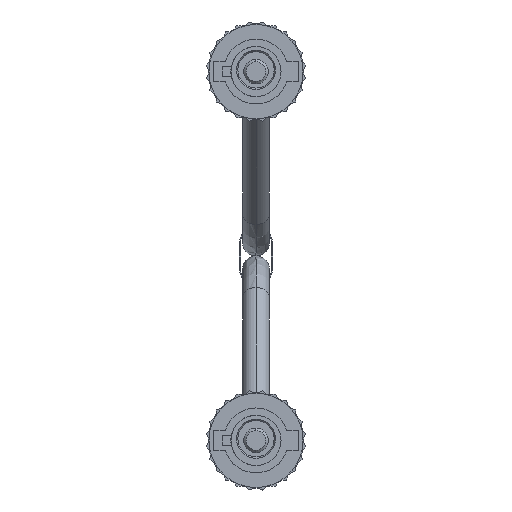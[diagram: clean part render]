
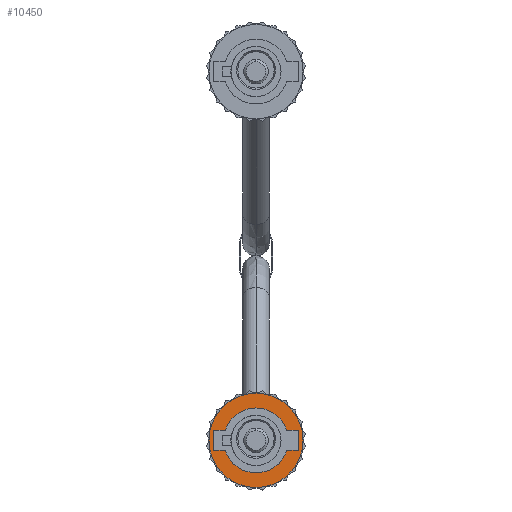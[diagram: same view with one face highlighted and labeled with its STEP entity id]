
A CAD part, front view. The second image highlights one B-rep face of the part: STEP entity #10450.
In plain terms, the highlighted face is planar.
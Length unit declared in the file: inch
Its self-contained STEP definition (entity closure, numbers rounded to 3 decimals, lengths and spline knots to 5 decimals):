
#1138 = CARTESIAN_POINT ( 'NONE',  ( 0.126, 0.45, -0.041 ) ) ;
#1139 = DIRECTION ( 'NONE',  ( 0., 0., 1. ) ) ;
#1140 = DIRECTION ( 'NONE',  ( 0., 1., 0. ) ) ;
#1141 = CARTESIAN_POINT ( 'NONE',  ( 0., 0.45, 0. ) ) ;
#1142 = AXIS2_PLACEMENT_3D ( 'NONE', #1141, #1140, #1139 ) ;
#1143 = CIRCLE ( 'NONE', #1142, 0.1325 ) ;
#1145 = LINE ( 'NONE', #1231, #1230 ) ;
#1146 = CARTESIAN_POINT ( 'NONE',  ( 0.1725, 0.45, -0.041 ) ) ;
#1147 = CARTESIAN_POINT ( 'NONE',  ( 0.1725, 0.45, 0.041 ) ) ;
#1148 = DIRECTION ( 'NONE',  ( 0., 0., -1. ) ) ;
#1149 = VECTOR ( 'NONE', #1148, 39.37008 ) ;
#1150 = CARTESIAN_POINT ( 'NONE',  ( 0.1725, 0.45, -0.041 ) ) ;
#1153 = LINE ( 'NONE', #1150, #1149 ) ;
#1156 = CARTESIAN_POINT ( 'NONE',  ( -0.1725, 0.45, -0.041 ) ) ;
#1157 = DIRECTION ( 'NONE',  ( 0., 0., 1. ) ) ;
#1158 = VECTOR ( 'NONE', #1157, 39.37008 ) ;
#1159 = CARTESIAN_POINT ( 'NONE',  ( -0.1725, 0.45, -0.041 ) ) ;
#1160 = LINE ( 'NONE', #1159, #1158 ) ;
#1161 = CARTESIAN_POINT ( 'NONE',  ( -0.1725, 0.45, 0.041 ) ) ;
#1162 = DIRECTION ( 'NONE',  ( 1., 0., 0. ) ) ;
#1163 = VECTOR ( 'NONE', #1162, 39.37008 ) ;
#1164 = CARTESIAN_POINT ( 'NONE',  ( -0.126, 0.45, 0.041 ) ) ;
#1165 = LINE ( 'NONE', #1164, #1163 ) ;
#1173 = DIRECTION ( 'NONE',  ( 0., 1., 0. ) ) ;
#1174 = CARTESIAN_POINT ( 'NONE',  ( 0., 0.45, 0. ) ) ;
#1175 = AXIS2_PLACEMENT_3D ( 'NONE', #1174, #1173, #1222 ) ;
#1176 = CIRCLE ( 'NONE', #1175, 0.1925 ) ;
#1189 = DIRECTION ( 'NONE',  ( -1., 0., 0. ) ) ;
#1190 = VECTOR ( 'NONE', #1189, 39.37008 ) ;
#1191 = CARTESIAN_POINT ( 'NONE',  ( 0.1725, 0.45, -0.041 ) ) ;
#1192 = LINE ( 'NONE', #1191, #1190 ) ;
#1222 = DIRECTION ( 'NONE',  ( 0., 0., 1. ) ) ;
#1223 = CARTESIAN_POINT ( 'NONE',  ( -0.126, 0.45, 0.041 ) ) ;
#1224 = DIRECTION ( 'NONE',  ( 0., 0., 1. ) ) ;
#1225 = DIRECTION ( 'NONE',  ( 0., 1., 0. ) ) ;
#1226 = CARTESIAN_POINT ( 'NONE',  ( 0., 0.45, 0. ) ) ;
#1227 = AXIS2_PLACEMENT_3D ( 'NONE', #1226, #1225, #1224 ) ;
#1228 = CIRCLE ( 'NONE', #1227, 0.1325 ) ;
#1229 = DIRECTION ( 'NONE',  ( 1., 0., 0. ) ) ;
#1230 = VECTOR ( 'NONE', #1229, 39.37008 ) ;
#1231 = CARTESIAN_POINT ( 'NONE',  ( 0.1725, 0.45, 0.041 ) ) ;
#1232 = DIRECTION ( 'NONE',  ( -1., 0., 0. ) ) ;
#1233 = VECTOR ( 'NONE', #1232, 39.37008 ) ;
#1234 = CARTESIAN_POINT ( 'NONE',  ( -0.126, 0.45, -0.041 ) ) ;
#1268 = CARTESIAN_POINT ( 'NONE',  ( -0.126, 0.45, -0.041 ) ) ;
#1279 = DIRECTION ( 'NONE',  ( 0., 0., 1. ) ) ;
#1280 = DIRECTION ( 'NONE',  ( 0., 1., 0. ) ) ;
#1281 = CARTESIAN_POINT ( 'NONE',  ( 0., 0.45, 0. ) ) ;
#1282 = AXIS2_PLACEMENT_3D ( 'NONE', #1281, #1280, #1279 ) ;
#1283 = PLANE ( 'NONE',  #1282 ) ;
#1286 = LINE ( 'NONE', #1234, #1233 ) ;
#1287 = FACE_OUTER_BOUND ( 'NONE', #10433, .T. ) ;
#1288 = FACE_BOUND ( 'NONE', #10520, .T. ) ;
#4745 = EDGE_CURVE ( 'NONE', #4907, #4746, #9489, .T. ) ;
#4746 = VERTEX_POINT ( 'NONE', #9484 ) ;
#4758 = VERTEX_POINT ( 'NONE', #9411 ) ;
#4759 = VERTEX_POINT ( 'NONE', #9478 ) ;
#4783 = EDGE_CURVE ( 'NONE', #4758, #4759, #9436, .T. ) ;
#4907 = VERTEX_POINT ( 'NONE', #9695 ) ;
#9411 = CARTESIAN_POINT ( 'NONE',  ( 0., 0.45, 0.1925 ) ) ;
#9432 = DIRECTION ( 'NONE',  ( 0., 0., 1. ) ) ;
#9433 = DIRECTION ( 'NONE',  ( 0., 1., 0. ) ) ;
#9434 = CARTESIAN_POINT ( 'NONE',  ( 0., 0.45, 0. ) ) ;
#9436 = CIRCLE ( 'NONE', #9441, 0.1925 ) ;
#9441 = AXIS2_PLACEMENT_3D ( 'NONE', #9434, #9433, #9432 ) ;
#9478 = CARTESIAN_POINT ( 'NONE',  ( 0., 0.45, -0.1925 ) ) ;
#9484 = CARTESIAN_POINT ( 'NONE',  ( 0.126, 0.45, 0.041 ) ) ;
#9485 = DIRECTION ( 'NONE',  ( 0., 0., 1. ) ) ;
#9486 = DIRECTION ( 'NONE',  ( 0., 1., 0. ) ) ;
#9487 = CARTESIAN_POINT ( 'NONE',  ( 0., 0.45, 0. ) ) ;
#9488 = AXIS2_PLACEMENT_3D ( 'NONE', #9487, #9486, #9485 ) ;
#9489 = CIRCLE ( 'NONE', #9488, 0.1325 ) ;
#9695 = CARTESIAN_POINT ( 'NONE',  ( 0., 0.45, 0.1325 ) ) ;
#10428 = ORIENTED_EDGE ( 'NONE', *, *, #10429, .F. ) ;
#10429 = EDGE_CURVE ( 'NONE', #10430, #10536, #1286, .T. ) ;
#10430 = VERTEX_POINT ( 'NONE', #1268 ) ;
#10431 = ORIENTED_EDGE ( 'NONE', *, *, #10432, .F. ) ;
#10432 = EDGE_CURVE ( 'NONE', #10524, #10453, #1192, .T. ) ;
#10433 = EDGE_LOOP ( 'NONE', ( #10434, #10435 ) ) ;
#10434 = ORIENTED_EDGE ( 'NONE', *, *, #10480, .T. ) ;
#10435 = ORIENTED_EDGE ( 'NONE', *, *, #4783, .T. ) ;
#10450 = ADVANCED_FACE ( 'NONE', ( #1288, #1287 ), #1283, .T. ) ;
#10452 = EDGE_CURVE ( 'NONE', #10453, #10430, #1143, .T. ) ;
#10453 = VERTEX_POINT ( 'NONE', #1138 ) ;
#10480 = EDGE_CURVE ( 'NONE', #4759, #4758, #1176, .T. ) ;
#10503 = ORIENTED_EDGE ( 'NONE', *, *, #10526, .F. ) ;
#10520 = EDGE_LOOP ( 'NONE', ( #10521, #10503, #10527, #10528, #10531, #10534, #10428, #10640, #10431 ) ) ;
#10521 = ORIENTED_EDGE ( 'NONE', *, *, #10522, .F. ) ;
#10522 = EDGE_CURVE ( 'NONE', #10523, #10524, #1153, .T. ) ;
#10523 = VERTEX_POINT ( 'NONE', #1147 ) ;
#10524 = VERTEX_POINT ( 'NONE', #1146 ) ;
#10526 = EDGE_CURVE ( 'NONE', #4746, #10523, #1145, .T. ) ;
#10527 = ORIENTED_EDGE ( 'NONE', *, *, #4745, .F. ) ;
#10528 = ORIENTED_EDGE ( 'NONE', *, *, #10529, .F. ) ;
#10529 = EDGE_CURVE ( 'NONE', #10530, #4907, #1228, .T. ) ;
#10530 = VERTEX_POINT ( 'NONE', #1223 ) ;
#10531 = ORIENTED_EDGE ( 'NONE', *, *, #10532, .F. ) ;
#10532 = EDGE_CURVE ( 'NONE', #10533, #10530, #1165, .T. ) ;
#10533 = VERTEX_POINT ( 'NONE', #1161 ) ;
#10534 = ORIENTED_EDGE ( 'NONE', *, *, #10535, .F. ) ;
#10535 = EDGE_CURVE ( 'NONE', #10536, #10533, #1160, .T. ) ;
#10536 = VERTEX_POINT ( 'NONE', #1156 ) ;
#10640 = ORIENTED_EDGE ( 'NONE', *, *, #10452, .F. ) ;
